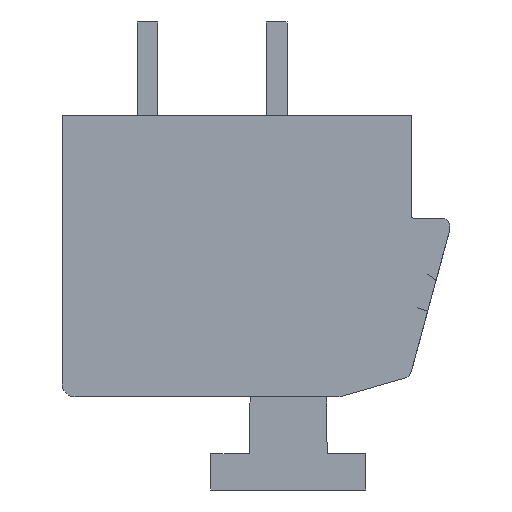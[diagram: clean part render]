
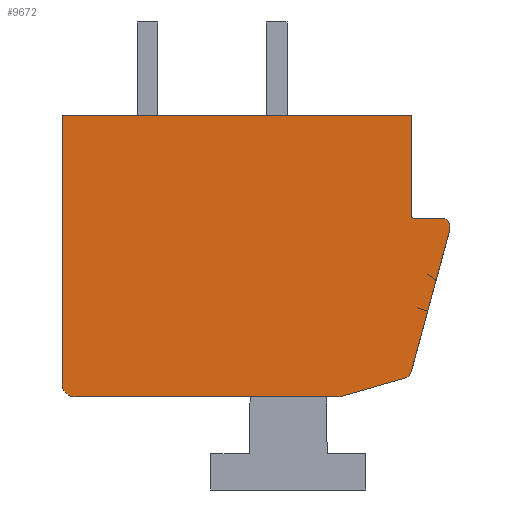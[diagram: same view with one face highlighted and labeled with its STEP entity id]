
A CAD part, front view. The second image highlights one B-rep face of the part: STEP entity #9672.
In plain terms, the highlighted planar face has unit normal (0, -1, 0).
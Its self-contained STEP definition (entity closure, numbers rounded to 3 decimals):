
#1=CARTESIAN_POINT('',(7.2,-78.75,1.15));
#2=DIRECTION('',(0.,-1.,0.));
#3=DIRECTION('',(1.,0.,0.));
#4=AXIS2_PLACEMENT_3D('',#1,#2,#3);
#6=DIRECTION('',(0.,0.,-1.));
#7=VECTOR('',#6,0.119);
#8=CARTESIAN_POINT('',(7.5,-78.75,1.15));
#9=LINE('',#8,#7);
#10=DIRECTION('',(0.262,0.,0.965));
#11=VECTOR('',#10,5.739);
#12=CARTESIAN_POINT('',(5.994,-78.75,-4.507));
#13=LINE('',#12,#11);
#14=CARTESIAN_POINT('',(5.705,-78.75,-4.428));
#15=DIRECTION('',(0.,-1.,0.));
#16=DIRECTION('',(0.274,0.,-0.962));
#17=AXIS2_PLACEMENT_3D('',#14,#15,#16);
#19=DIRECTION('',(0.962,0.,0.274));
#20=VECTOR('',#19,2.679);
#21=CARTESIAN_POINT('',(3.21,-78.75,-5.45));
#22=LINE('',#21,#20);
#23=DIRECTION('',(-1.,0.,0.));
#24=VECTOR('',#23,10.21);
#25=CARTESIAN_POINT('',(3.21,-78.75,-5.45));
#26=LINE('',#25,#24);
#27=CARTESIAN_POINT('',(-7.,-78.75,-4.95));
#28=DIRECTION('',(0.,-1.,0.));
#29=DIRECTION('',(-1.,0.,0.));
#30=AXIS2_PLACEMENT_3D('',#27,#28,#29);
#32=DIRECTION('',(0.,0.,1.));
#33=VECTOR('',#32,10.4);
#34=CARTESIAN_POINT('',(-7.5,-78.75,-4.95));
#35=LINE('',#34,#33);
#36=DIRECTION('',(1.,0.,0.));
#37=VECTOR('',#36,13.5);
#38=CARTESIAN_POINT('',(-7.5,-78.75,5.45));
#39=LINE('',#38,#37);
#40=DIRECTION('',(0.,0.,-1.));
#41=VECTOR('',#40,3.85);
#42=CARTESIAN_POINT('',(6.,-78.75,5.45));
#43=LINE('',#42,#41);
#44=DIRECTION('',(1.,0.,0.));
#45=VECTOR('',#44,1.05);
#46=CARTESIAN_POINT('',(6.15,-78.75,1.45));
#47=LINE('',#46,#45);
#60=CARTESIAN_POINT('',(6.15,-78.75,1.6));
#61=DIRECTION('',(0.,1.,0.));
#62=DIRECTION('',(0.,0.,-1.));
#63=AXIS2_PLACEMENT_3D('',#60,#61,#62);
#7705=CARTESIAN_POINT('',(-7.5,-78.75,5.45));
#7706=CARTESIAN_POINT('',(6.,-78.75,5.45));
#7707=VERTEX_POINT('',#7705);
#7708=VERTEX_POINT('',#7706);
#7709=CARTESIAN_POINT('',(6.,-78.75,1.6));
#7710=VERTEX_POINT('',#7709);
#7711=CARTESIAN_POINT('',(6.15,-78.75,1.45));
#7712=VERTEX_POINT('',#7711);
#7713=CARTESIAN_POINT('',(7.5,-78.75,1.15));
#7714=CARTESIAN_POINT('',(7.2,-78.75,1.45));
#7715=VERTEX_POINT('',#7713);
#7716=VERTEX_POINT('',#7714);
#7717=CARTESIAN_POINT('',(5.787,-78.75,-4.716));
#7718=CARTESIAN_POINT('',(5.994,-78.75,-4.507));
#7719=VERTEX_POINT('',#7717);
#7720=VERTEX_POINT('',#7718);
#7721=CARTESIAN_POINT('',(-7.5,-78.75,-4.95));
#7722=CARTESIAN_POINT('',(-7.,-78.75,-5.45));
#7723=VERTEX_POINT('',#7721);
#7724=VERTEX_POINT('',#7722);
#7725=CARTESIAN_POINT('',(3.21,-78.75,-5.45));
#7726=VERTEX_POINT('',#7725);
#7727=CARTESIAN_POINT('',(7.5,-78.75,1.031));
#7728=VERTEX_POINT('',#7727);
#9641=CARTESIAN_POINT('',(0.,-78.75,0.));
#9642=DIRECTION('',(0.,1.,0.));
#9643=DIRECTION('',(1.,0.,0.));
#9644=AXIS2_PLACEMENT_3D('',#9641,#9642,#9643);
#9645=PLANE('',#9644);
#9647=ORIENTED_EDGE('',*,*,#9646,.F.);
#9649=ORIENTED_EDGE('',*,*,#9648,.T.);
#9651=ORIENTED_EDGE('',*,*,#9650,.F.);
#9653=ORIENTED_EDGE('',*,*,#9652,.F.);
#9655=ORIENTED_EDGE('',*,*,#9654,.F.);
#9657=ORIENTED_EDGE('',*,*,#9656,.T.);
#9659=ORIENTED_EDGE('',*,*,#9658,.F.);
#9661=ORIENTED_EDGE('',*,*,#9660,.T.);
#9663=ORIENTED_EDGE('',*,*,#9662,.T.);
#9665=ORIENTED_EDGE('',*,*,#9664,.T.);
#9667=ORIENTED_EDGE('',*,*,#9666,.F.);
#9669=ORIENTED_EDGE('',*,*,#9668,.T.);
#9670=EDGE_LOOP('',(#9647,#9649,#9651,#9653,#9655,#9657,#9659,#9661,#9663,#9665,
#9667,#9669));
#9671=FACE_OUTER_BOUND('',#9670,.F.);
#9672=ADVANCED_FACE('',(#9671),#9645,.F.);
#5=CIRCLE('',#4,0.3);
#18=CIRCLE('',#17,0.3);
#31=CIRCLE('',#30,0.5);
#64=CIRCLE('',#63,0.15);
#9646=EDGE_CURVE('',#7715,#7716,#5,.T.);
#9648=EDGE_CURVE('',#7715,#7728,#9,.T.);
#9650=EDGE_CURVE('',#7720,#7728,#13,.T.);
#9652=EDGE_CURVE('',#7719,#7720,#18,.T.);
#9654=EDGE_CURVE('',#7726,#7719,#22,.T.);
#9656=EDGE_CURVE('',#7726,#7724,#26,.T.);
#9658=EDGE_CURVE('',#7723,#7724,#31,.T.);
#9660=EDGE_CURVE('',#7723,#7707,#35,.T.);
#9662=EDGE_CURVE('',#7707,#7708,#39,.T.);
#9664=EDGE_CURVE('',#7708,#7710,#43,.T.);
#9666=EDGE_CURVE('',#7712,#7710,#64,.T.);
#9668=EDGE_CURVE('',#7712,#7716,#47,.T.);
